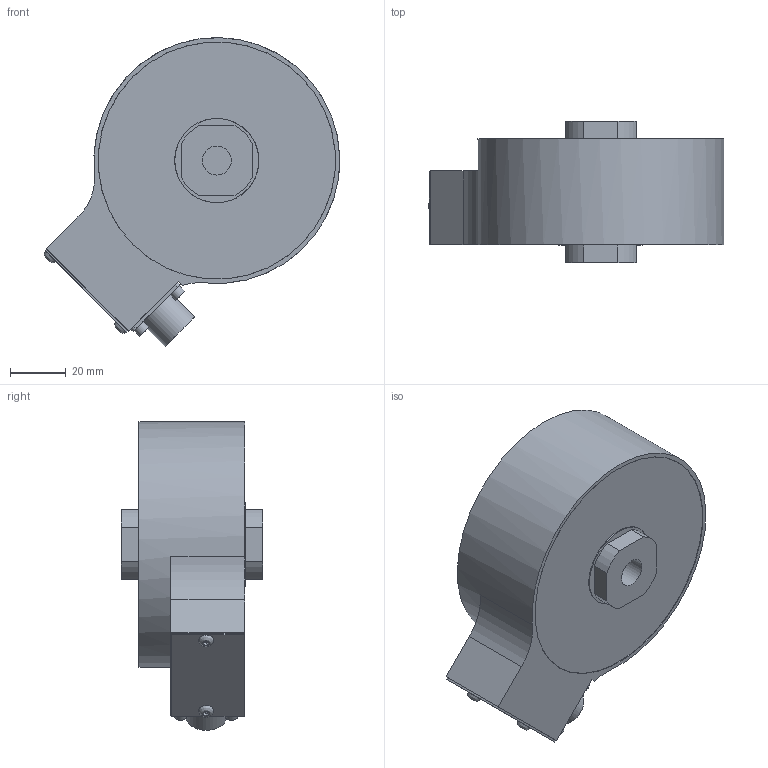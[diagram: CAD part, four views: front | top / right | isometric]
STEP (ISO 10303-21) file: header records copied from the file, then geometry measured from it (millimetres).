
FILE_DESCRIPTION((''),'2;1');
FILE_NAME('LCF400 M12 thread.stp','2010-11-08T11:16:45',('thomasl'),(''),'Autodesk Inventor 2008','Autodesk Inventor 2008','');
FILE_SCHEMA(('AUTOMOTIVE_DESIGN { 1 0 10303 214 1 1 1 1 }'));
Length unit declared in the file: inch
Products named in the file (2): LCF400 M12 thread; SIDE COVER
Assembly tree (1 placements, depth 2):
  LCF400 M12 thread
    SIDE COVER
Bounding box: 106.23 x 50.8 x 110.97 mm (x, y, z)
Volume: 230346.8 mm3; surface area: 68998.3 mm2
Topology: 1 solids, 20 shells, 254 faces, 549 edges, 370 vertices
Faces by surface type: plane 142, cylinder 86, cone 14, bspline 12
Full cylindrical faces by diameter (mm): 1.524 x12, 2.261 x7, 2.388 x1, 2.845 x7, 2.896 x1, 3.175 x2, 3.302 x4, 3.81 x2, 4.648 x4, 7.137 x1, 10.441 x2, 13.97 x1, 14.554 x1, 14.986 x1, 15.875 x1, 30.226 x2, 30.302 x2, 31.496 x2, 65.786 x2, 83.058 x1, 83.312 x1, 85.268 x2, 85.344 x2, 88.392 x1
Entity records: 6989 total; most frequent: CARTESIAN_POINT 1816, DIRECTION 1077, ORIENTED_EDGE 870, EDGE_CURVE 435, AXIS2_PLACEMENT_3D 433, EDGE_LOOP 399, VERTEX_POINT 344, FACE_OUTER_BOUND 254
